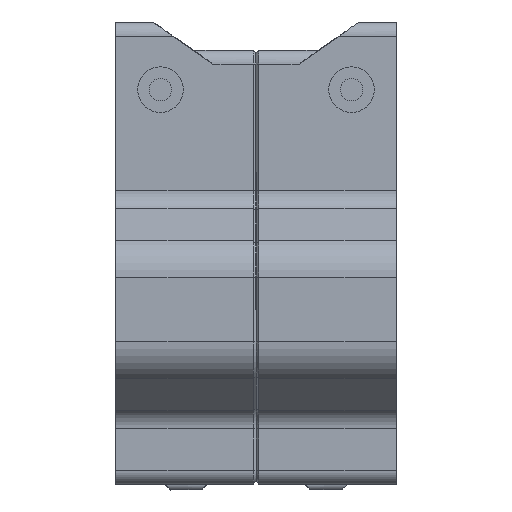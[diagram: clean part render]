
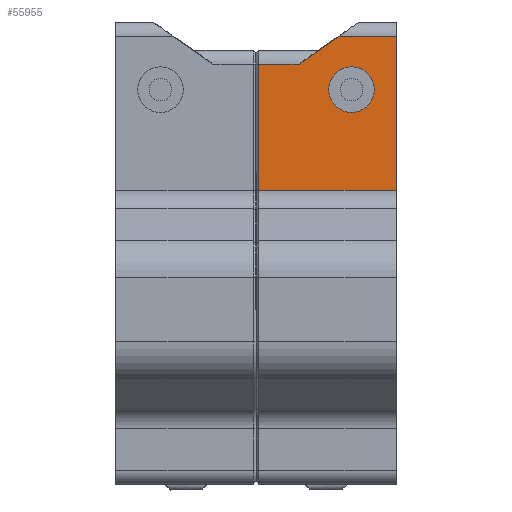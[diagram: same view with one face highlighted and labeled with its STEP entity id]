
A CAD part, front view. The second image highlights one B-rep face of the part: STEP entity #55955.
In plain terms, the highlighted planar face has unit normal (0, -1, 0).
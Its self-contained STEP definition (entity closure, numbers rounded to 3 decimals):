
#676=FACE_BOUND('',#6389,.T.);
#1229=PLANE('',#59609);
#3141=FACE_OUTER_BOUND('',#6388,.T.);
#6388=EDGE_LOOP('',(#40425,#40426,#40427,#40428,#40429,#40430));
#6389=EDGE_LOOP('',(#40431));
#10864=LINE('',#84626,#16538);
#10875=LINE('',#84659,#16549);
#10876=LINE('',#84662,#16550);
#10877=LINE('',#84663,#16551);
#10878=LINE('',#84665,#16552);
#10879=LINE('',#84666,#16553);
#16538=VECTOR('',#67014,10.);
#16549=VECTOR('',#67041,10.);
#16550=VECTOR('',#67044,10.);
#16551=VECTOR('',#67045,10.);
#16552=VECTOR('',#67046,10.);
#16553=VECTOR('',#67047,10.);
#21580=CIRCLE('',#59610,3.25);
#24446=VERTEX_POINT('',#84622);
#24447=VERTEX_POINT('',#84624);
#24458=VERTEX_POINT('',#84652);
#24461=VERTEX_POINT('',#84657);
#24462=VERTEX_POINT('',#84661);
#24463=VERTEX_POINT('',#84664);
#24464=VERTEX_POINT('',#84667);
#30391=EDGE_CURVE('',#24446,#24447,#10864,.T.);
#30406=EDGE_CURVE('',#24461,#24458,#10875,.T.);
#30407=EDGE_CURVE('',#24446,#24462,#10876,.T.);
#30408=EDGE_CURVE('',#24458,#24447,#10877,.T.);
#30409=EDGE_CURVE('',#24463,#24461,#10878,.T.);
#30410=EDGE_CURVE('',#24462,#24463,#10879,.T.);
#30411=EDGE_CURVE('',#24464,#24464,#21580,.T.);
#40425=ORIENTED_EDGE('',*,*,#30407,.F.);
#40426=ORIENTED_EDGE('',*,*,#30391,.T.);
#40427=ORIENTED_EDGE('',*,*,#30408,.F.);
#40428=ORIENTED_EDGE('',*,*,#30406,.F.);
#40429=ORIENTED_EDGE('',*,*,#30409,.F.);
#40430=ORIENTED_EDGE('',*,*,#30410,.F.);
#40431=ORIENTED_EDGE('',*,*,#30411,.T.);
#55955=ADVANCED_FACE('',(#3141,#676),#1229,.F.);
#59609=AXIS2_PLACEMENT_3D('',#84660,#67042,#67043);
#59610=AXIS2_PLACEMENT_3D('',#84668,#67048,#67049);
#67014=DIRECTION('',(1.,0.,0.));
#67041=DIRECTION('',(1.,0.,0.));
#67042=DIRECTION('center_axis',(0.,1.,0.));
#67043=DIRECTION('ref_axis',(0.,0.,
1.));
#67044=DIRECTION('',(0.,0.,1.));
#67045=DIRECTION('',(0.,0.,-1.));
#67046=DIRECTION('',(0.819,0.,0.574));
#67047=DIRECTION('',(1.,0.,0.));
#67048=DIRECTION('center_axis',(0.,1.,0.));
#67049=DIRECTION('ref_axis',(-1.,0.,0.));
#84622=CARTESIAN_POINT('',(390.68,12.,100.083));
#84624=CARTESIAN_POINT('',(410.28,12.,100.083));
#84626=CARTESIAN_POINT('',(390.28,12.,100.083));
#84652=CARTESIAN_POINT('',(410.28,12.,122.096));
#84657=CARTESIAN_POINT('',(402.136,12.,122.096));
#84659=CARTESIAN_POINT('',(400.28,12.,122.096));
#84660=CARTESIAN_POINT('Origin',(390.28,12.,100.083));
#84661=CARTESIAN_POINT('',(390.68,12.,118.096));
#84662=CARTESIAN_POINT('',(390.68,12.,95.59));
#84663=CARTESIAN_POINT('',(410.28,12.,100.208));
#84664=CARTESIAN_POINT('',(396.424,12.,118.096));
#84665=CARTESIAN_POINT('',(396.585,12.,118.209));
#84666=CARTESIAN_POINT('',(394.78,12.,118.096));
#84667=CARTESIAN_POINT('',(407.166,12.,114.446));
#84668=CARTESIAN_POINT('Origin',(403.916,12.,114.446));
